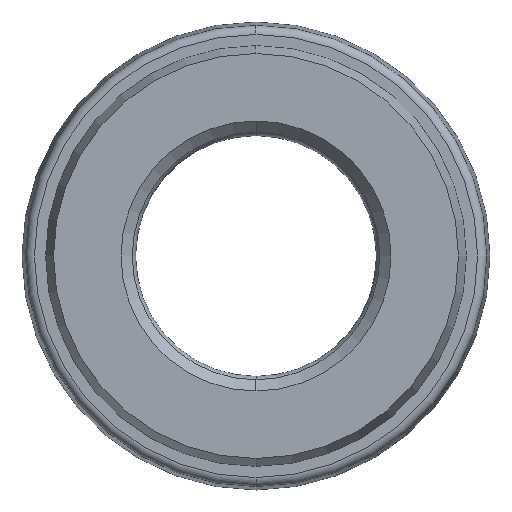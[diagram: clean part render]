
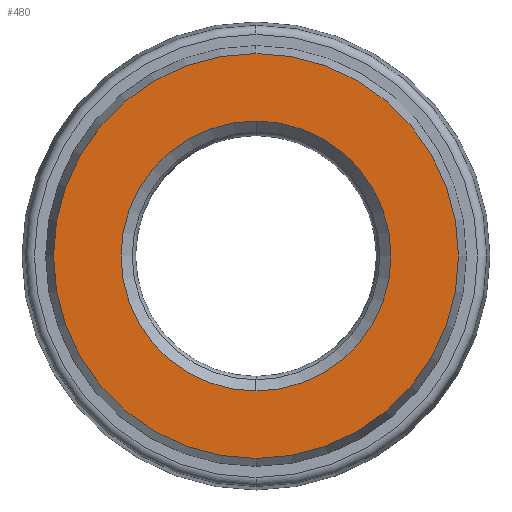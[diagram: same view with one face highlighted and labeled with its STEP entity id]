
A CAD part, left-side view. The second image highlights one B-rep face of the part: STEP entity #480.
In plain terms, the highlighted planar face has unit normal (-1, 0, 0).
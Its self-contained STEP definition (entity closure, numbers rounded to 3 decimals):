
#50 = DIRECTION ( 'NONE',  ( 0., 0., -1. ) ) ;
#55 = DIRECTION ( 'NONE',  ( 1., 0., 0. ) ) ;
#59 = DIRECTION ( 'NONE',  ( 0., 0., 1. ) ) ;
#65 = DIRECTION ( 'NONE',  ( -1., 0., 0. ) ) ;
#69 = CARTESIAN_POINT ( 'NONE',  ( 0., 0., 0. ) ) ;
#75 = DIRECTION ( 'NONE',  ( -1., 0., 0. ) ) ;
#76 = CARTESIAN_POINT ( 'NONE',  ( 0., 0., 0. ) ) ;
#78 = CARTESIAN_POINT ( 'NONE',  ( 0., 0., 0. ) ) ;
#79 = DIRECTION ( 'NONE',  ( 0., 0., 1. ) ) ;
#137 = AXIS2_PLACEMENT_3D ( 'NONE', #655, #798, #817 ) ;
#160 = AXIS2_PLACEMENT_3D ( 'NONE', #774, #788, #789 ) ;
#325 = AXIS2_PLACEMENT_3D ( 'NONE', #78, #75, #59 ) ;
#326 = AXIS2_PLACEMENT_3D ( 'NONE', #76, #55, #50 ) ;
#336 = AXIS2_PLACEMENT_3D ( 'NONE', #69, #65, #79 ) ;
#422 = ORIENTED_EDGE ( 'NONE', *, *, #1076, .T. ) ;
#440 = ORIENTED_EDGE ( 'NONE', *, *, #1069, .T. ) ;
#442 = ORIENTED_EDGE ( 'NONE', *, *, #1072, .T. ) ;
#468 = ORIENTED_EDGE ( 'NONE', *, *, #1068, .T. ) ;
#480 = ADVANCED_FACE ( 'NONE', ( #883, #874 ), #782, .F. ) ;
#509 = VERTEX_POINT ( 'NONE', #807 ) ;
#511 = VERTEX_POINT ( 'NONE', #831 ) ;
#522 = VERTEX_POINT ( 'NONE', #812 ) ;
#540 = VERTEX_POINT ( 'NONE', #808 ) ;
#583 = EDGE_LOOP ( 'NONE', ( #442, #468 ) ) ;
#591 = EDGE_LOOP ( 'NONE', ( #422, #440 ) ) ;
#655 = CARTESIAN_POINT ( 'NONE',  ( 0., 0., 0. ) ) ;
#671 = CIRCLE ( 'NONE', #137, 6. ) ;
#672 = CIRCLE ( 'NONE', #325, 9. ) ;
#688 = CIRCLE ( 'NONE', #336, 9. ) ;
#699 = CIRCLE ( 'NONE', #326, 6. ) ;
#774 = CARTESIAN_POINT ( 'NONE',  ( 0., 5.5, 0. ) ) ;
#782 = PLANE ( 'NONE',  #160 ) ;
#788 = DIRECTION ( 'NONE',  ( 1., 0., 0. ) ) ;
#789 = DIRECTION ( 'NONE',  ( 0., 0., -1. ) ) ;
#798 = DIRECTION ( 'NONE',  ( 1., 0., 0. ) ) ;
#807 = CARTESIAN_POINT ( 'NONE',  ( 0., 0., -9. ) ) ;
#808 = CARTESIAN_POINT ( 'NONE',  ( 0., 0., -6. ) ) ;
#812 = CARTESIAN_POINT ( 'NONE',  ( 0., 0., 6. ) ) ;
#817 = DIRECTION ( 'NONE',  ( 0., 0., -1. ) ) ;
#831 = CARTESIAN_POINT ( 'NONE',  ( 0., 0., 9. ) ) ;
#874 = FACE_OUTER_BOUND ( 'NONE', #591, .T. ) ;
#883 = FACE_BOUND ( 'NONE', #583, .T. ) ;
#1068 = EDGE_CURVE ( 'NONE', #540, #522, #671, .T. ) ;
#1069 = EDGE_CURVE ( 'NONE', #511, #509, #672, .T. ) ;
#1072 = EDGE_CURVE ( 'NONE', #522, #540, #699, .T. ) ;
#1076 = EDGE_CURVE ( 'NONE', #509, #511, #688, .T. ) ;
